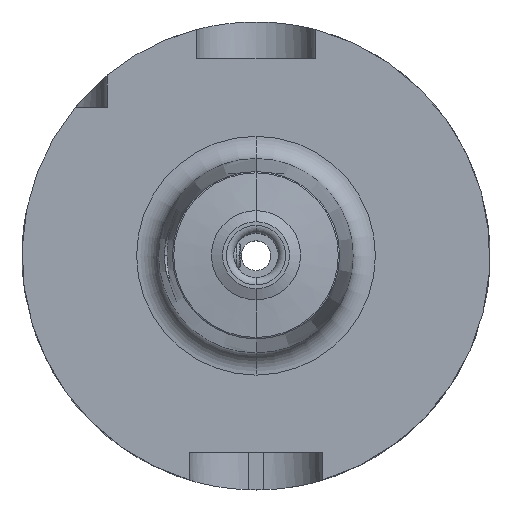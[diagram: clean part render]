
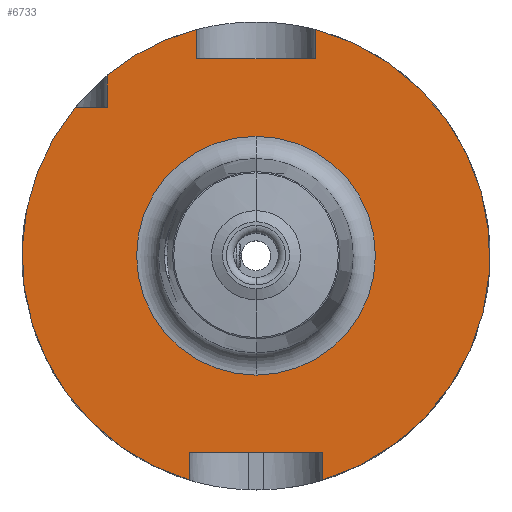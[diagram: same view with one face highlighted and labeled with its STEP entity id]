
A CAD part, top view. The second image highlights one B-rep face of the part: STEP entity #6733.
In plain terms, the highlighted planar face has unit normal (0, 0, 1).
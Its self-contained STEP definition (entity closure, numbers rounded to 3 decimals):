
#856=DIRECTION('',(1.,0.,0.));
#857=VECTOR('',#856,16.);
#858=CARTESIAN_POINT('',(-8.,26.5,25.95));
#859=LINE('',#858,#857);
#863=DIRECTION('',(0.,-1.,0.));
#864=VECTOR('',#863,3.967);
#865=CARTESIAN_POINT('',(8.,30.467,25.95));
#866=LINE('',#865,#864);
#870=DIRECTION('',(0.,1.,0.));
#871=VECTOR('',#870,3.687);
#872=CARTESIAN_POINT('',(9.,-30.187,25.95));
#873=LINE('',#872,#871);
#877=DIRECTION('',(1.,0.,0.));
#878=VECTOR('',#877,18.);
#879=CARTESIAN_POINT('',(-9.,-26.5,25.95));
#880=LINE('',#879,#878);
#884=DIRECTION('',(0.,1.,0.));
#885=VECTOR('',#884,3.687);
#886=CARTESIAN_POINT('',(-9.,-30.187,25.95));
#887=LINE('',#886,#885);
#891=DIRECTION('',(1.,0.,0.));
#892=VECTOR('',#891,4.336);
#893=CARTESIAN_POINT('',(-24.336,20.,25.95));
#894=LINE('',#893,#892);
#898=DIRECTION('',(0.,-1.,0.));
#899=VECTOR('',#898,4.336);
#900=CARTESIAN_POINT('',(-20.,24.336,25.95));
#901=LINE('',#900,#899);
#905=DIRECTION('',(0.,-1.,0.));
#906=VECTOR('',#905,3.967);
#907=CARTESIAN_POINT('',(-8.,30.467,25.95));
#908=LINE('',#907,#906);
#912=CARTESIAN_POINT('',(0.,0.,25.95));
#913=DIRECTION('',(0.,0.,1.));
#914=DIRECTION('',(0.,1.,0.));
#915=AXIS2_PLACEMENT_3D('',#912,#913,#914);
#920=CARTESIAN_POINT('',(0.,0.,25.95));
#921=DIRECTION('',(0.,0.,1.));
#922=DIRECTION('',(0.,-1.,0.));
#923=AXIS2_PLACEMENT_3D('',#920,#921,#922);
#928=CARTESIAN_POINT('',(0.,0.,25.95));
#929=DIRECTION('',(0.,0.,1.));
#930=DIRECTION('',(-0.773,0.635,0.));
#931=AXIS2_PLACEMENT_3D('',#928,#929,#930);
#936=CARTESIAN_POINT('',(0.,0.,25.95));
#937=DIRECTION('',(0.,0.,1.));
#938=DIRECTION('',(0.286,-0.958,0.));
#939=AXIS2_PLACEMENT_3D('',#936,#937,#938);
#944=CARTESIAN_POINT('',(0.,0.,25.95));
#945=DIRECTION('',(0.,0.,1.));
#946=DIRECTION('',(-0.254,0.967,0.));
#947=AXIS2_PLACEMENT_3D('',#944,#945,#946);
#5912=CARTESIAN_POINT('',(-20.,20.,25.95));
#5914=VERTEX_POINT('',#5912);
#5928=CARTESIAN_POINT('',(9.,-26.5,25.95));
#5930=VERTEX_POINT('',#5928);
#5946=CARTESIAN_POINT('',(8.,26.5,25.95));
#5948=VERTEX_POINT('',#5946);
#6021=CARTESIAN_POINT('',(-24.336,20.,25.95));
#6022=VERTEX_POINT('',#6021);
#6023=CARTESIAN_POINT('',(-20.,24.336,25.95));
#6024=VERTEX_POINT('',#6023);
#6041=CARTESIAN_POINT('',(-9.,-26.5,25.95));
#6042=VERTEX_POINT('',#6041);
#6043=CARTESIAN_POINT('',(9.,-30.187,25.95));
#6044=VERTEX_POINT('',#6043);
#6045=CARTESIAN_POINT('',(-9.,-30.187,25.95));
#6046=VERTEX_POINT('',#6045);
#6076=CARTESIAN_POINT('',(-8.,26.5,25.95));
#6077=VERTEX_POINT('',#6076);
#6078=CARTESIAN_POINT('',(8.,30.467,25.95));
#6079=VERTEX_POINT('',#6078);
#6080=CARTESIAN_POINT('',(-8.,30.467,25.95));
#6081=VERTEX_POINT('',#6080);
#6129=CARTESIAN_POINT('',(0.,16.076,25.95));
#6130=CARTESIAN_POINT('',(0.,-16.076,25.95));
#6131=VERTEX_POINT('',#6129);
#6132=VERTEX_POINT('',#6130);
#6704=CARTESIAN_POINT('',(0.,0.,25.95));
#6705=DIRECTION('',(0.,0.,1.));
#6706=DIRECTION('',(0.,1.,0.));
#6707=AXIS2_PLACEMENT_3D('',#6704,#6705,#6706);
#6708=PLANE('',#6707);
#6709=ORIENTED_EDGE('',*,*,#6350,.T.);
#6710=ORIENTED_EDGE('',*,*,#6393,.F.);
#6712=ORIENTED_EDGE('',*,*,#6711,.F.);
#6713=ORIENTED_EDGE('',*,*,#6676,.T.);
#6714=ORIENTED_EDGE('',*,*,#6665,.F.);
#6715=ORIENTED_EDGE('',*,*,#6626,.F.);
#6717=ORIENTED_EDGE('',*,*,#6716,.F.);
#6719=ORIENTED_EDGE('',*,*,#6718,.T.);
#6721=ORIENTED_EDGE('',*,*,#6720,.F.);
#6723=ORIENTED_EDGE('',*,*,#6722,.F.);
#6724=ORIENTED_EDGE('',*,*,#6478,.T.);
#6725=EDGE_LOOP('',(#6709,#6710,#6712,#6713,#6714,#6715,#6717,#6719,#6721,#6723,
#6724));
#6726=FACE_OUTER_BOUND('',#6725,.F.);
#6728=ORIENTED_EDGE('',*,*,#6727,.T.);
#6730=ORIENTED_EDGE('',*,*,#6729,.T.);
#6731=EDGE_LOOP('',(#6728,#6730));
#6732=FACE_BOUND('',#6731,.F.);
#916=CIRCLE('',#915,16.076);
#924=CIRCLE('',#923,16.076);
#932=CIRCLE('',#931,31.5);
#940=CIRCLE('',#939,31.5);
#948=CIRCLE('',#947,31.5);
#6350=EDGE_CURVE('',#6077,#5948,#859,.T.);
#6393=EDGE_CURVE('',#6079,#5948,#866,.T.);
#6478=EDGE_CURVE('',#6081,#6077,#908,.T.);
#6626=EDGE_CURVE('',#6046,#6042,#887,.T.);
#6665=EDGE_CURVE('',#6042,#5930,#880,.T.);
#6676=EDGE_CURVE('',#6044,#5930,#873,.T.);
#6711=EDGE_CURVE('',#6044,#6079,#940,.T.);
#6716=EDGE_CURVE('',#6022,#6046,#932,.T.);
#6718=EDGE_CURVE('',#6022,#5914,#894,.T.);
#6720=EDGE_CURVE('',#6024,#5914,#901,.T.);
#6722=EDGE_CURVE('',#6081,#6024,#948,.T.);
#6727=EDGE_CURVE('',#6131,#6132,#916,.T.);
#6729=EDGE_CURVE('',#6132,#6131,#924,.T.);
#6733=ADVANCED_FACE('',(#6726,#6732),#6708,.T.);
